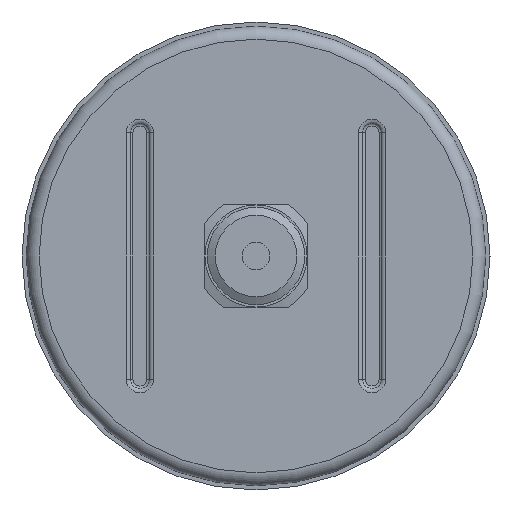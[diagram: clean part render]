
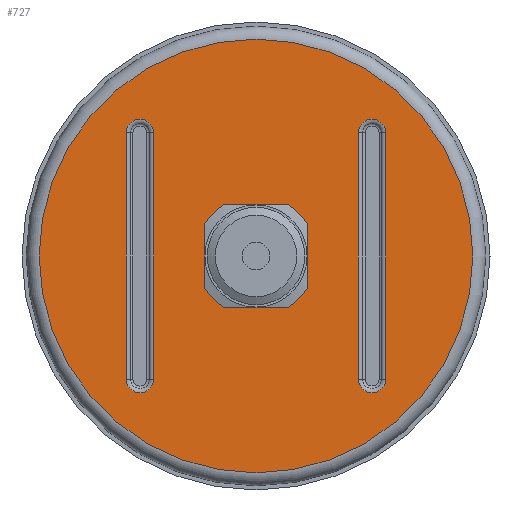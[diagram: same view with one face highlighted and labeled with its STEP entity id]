
A CAD part, left-side view. The second image highlights one B-rep face of the part: STEP entity #727.
In plain terms, the highlighted planar face has unit normal (-1, 0, 0).
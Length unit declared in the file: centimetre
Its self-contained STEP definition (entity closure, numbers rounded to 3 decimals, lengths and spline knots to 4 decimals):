
#35=LINE('',#1171,#59);
#36=LINE('',#1182,#60);
#38=LINE('',#1197,#62);
#39=LINE('',#1202,#63);
#59=VECTOR('',#942,5.3);
#60=VECTOR('',#959,5.3);
#62=VECTOR('',#979,5.3);
#63=VECTOR('',#986,5.3);
#94=FACE_BOUND('',#210,.T.);
#95=FACE_BOUND('',#211,.T.);
#96=FACE_BOUND('',#212,.T.);
#153=FACE_OUTER_BOUND('',#209,.T.);
#209=EDGE_LOOP('',(#543));
#210=EDGE_LOOP('',(#544,#545,#546,#547));
#211=EDGE_LOOP('',(#548,#549,#550,#551));
#212=EDGE_LOOP('',(#552));
#253=CIRCLE('',#764,4.67);
#270=CIRCLE('',#791,0.2973);
#273=CIRCLE('',#795,0.2973);
#277=CIRCLE('',#803,0.2973);
#281=CIRCLE('',#810,0.2973);
#283=CIRCLE('',#816,1.05);
#311=VERTEX_POINT('',#1121);
#327=VERTEX_POINT('',#1168);
#328=VERTEX_POINT('',#1170);
#329=VERTEX_POINT('',#1174);
#330=VERTEX_POINT('',#1178);
#332=VERTEX_POINT('',#1190);
#333=VERTEX_POINT('',#1192);
#334=VERTEX_POINT('',#1196);
#335=VERTEX_POINT('',#1200);
#337=VERTEX_POINT('',#1211);
#373=EDGE_CURVE('',#311,#311,#253,.T.);
#396=EDGE_CURVE('',#327,#328,#35,.T.);
#398=EDGE_CURVE('',#328,#329,#270,.T.);
#401=EDGE_CURVE('',#330,#327,#273,.T.);
#402=EDGE_CURVE('',#329,#330,#36,.T.);
#407=EDGE_CURVE('',#332,#333,#277,.T.);
#409=EDGE_CURVE('',#333,#334,#38,.T.);
#412=EDGE_CURVE('',#335,#332,#39,.T.);
#413=EDGE_CURVE('',#334,#335,#281,.T.);
#415=EDGE_CURVE('',#337,#337,#283,.T.);
#543=ORIENTED_EDGE('',*,*,#373,.F.);
#544=ORIENTED_EDGE('',*,*,#413,.F.);
#545=ORIENTED_EDGE('',*,*,#409,.F.);
#546=ORIENTED_EDGE('',*,*,#407,.F.);
#547=ORIENTED_EDGE('',*,*,#412,.F.);
#548=ORIENTED_EDGE('',*,*,#402,.F.);
#549=ORIENTED_EDGE('',*,*,#398,.F.);
#550=ORIENTED_EDGE('',*,*,#396,.F.);
#551=ORIENTED_EDGE('',*,*,#401,.F.);
#552=ORIENTED_EDGE('',*,*,#415,.T.);
#642=PLANE('',#815);
#727=ADVANCED_FACE('',(#153,#94,#95,#96),#642,.T.);
#764=AXIS2_PLACEMENT_3D('',#1122,#885,#886);
#791=AXIS2_PLACEMENT_3D('',#1175,#947,#948);
#795=AXIS2_PLACEMENT_3D('',#1180,#955,#956);
#803=AXIS2_PLACEMENT_3D('',#1193,#973,#974);
#810=AXIS2_PLACEMENT_3D('',#1204,#989,#990);
#815=AXIS2_PLACEMENT_3D('',#1210,#999,#1000);
#816=AXIS2_PLACEMENT_3D('',#1212,#1001,#1002);
#885=DIRECTION('center_axis',(1.,0.,0.));
#886=DIRECTION('ref_axis',(0.,-1.,0.));
#942=DIRECTION('',(0.,0.,-1.));
#947=DIRECTION('center_axis',(-1.,0.,0.));
#948=DIRECTION('ref_axis',(0.,0.,-1.));
#955=DIRECTION('center_axis',(-1.,0.,0.));
#956=DIRECTION('ref_axis',(0.,0.,1.));
#959=DIRECTION('',(0.,0.,1.));
#973=DIRECTION('center_axis',(-1.,0.,0.));
#974=DIRECTION('ref_axis',(0.,0.,-1.));
#979=DIRECTION('',(0.,0.,1.));
#986=DIRECTION('',(0.,0.,-1.));
#989=DIRECTION('center_axis',(-1.,0.,0.));
#990=DIRECTION('ref_axis',(0.,0.,1.));
#999=DIRECTION('center_axis',(-1.,0.,0.));
#1000=DIRECTION('ref_axis',(0.,0.,
1.));
#1001=DIRECTION('center_axis',(1.,0.,0.));
#1002=DIRECTION('ref_axis',(0.,0.,
1.));
#1121=CARTESIAN_POINT('',(-1.9675,4.7603,5.7465));
#1122=CARTESIAN_POINT('Origin',(-1.9675,0.0903,5.7465));
#1168=CARTESIAN_POINT('',(-1.9675,-2.1124,8.3965));
#1170=CARTESIAN_POINT('',(-1.9675,-2.1124,3.0965));
#1171=CARTESIAN_POINT('',(-1.9675,-2.1124,7.0715));
#1174=CARTESIAN_POINT('',(-1.9675,-2.707,3.0965));
#1175=CARTESIAN_POINT('Origin',(-1.9675,-2.4097,3.0965));
#1178=CARTESIAN_POINT('',(-1.9675,-2.707,8.3965));
#1180=CARTESIAN_POINT('Origin',(-1.9675,-2.4097,8.3965));
#1182=CARTESIAN_POINT('',(-1.9675,-2.707,4.4215));
#1190=CARTESIAN_POINT('',(-1.9675,2.8876,3.0965));
#1192=CARTESIAN_POINT('',(-1.9675,2.293,3.0965));
#1193=CARTESIAN_POINT('Origin',(-1.9675,2.5903,3.0965));
#1196=CARTESIAN_POINT('',(-1.9675,2.293,8.3965));
#1197=CARTESIAN_POINT('',(-1.9675,2.293,4.4215));
#1200=CARTESIAN_POINT('',(-1.9675,2.8876,8.3965));
#1202=CARTESIAN_POINT('',(-1.9675,2.8876,7.0715));
#1204=CARTESIAN_POINT('Origin',(-1.9675,2.5903,8.3965));
#1210=CARTESIAN_POINT('Origin',(-1.9675,2.5653,5.7465));
#1211=CARTESIAN_POINT('',(-1.9675,0.0903,4.6965));
#1212=CARTESIAN_POINT('Origin',(-1.9675,0.0903,5.7465));
